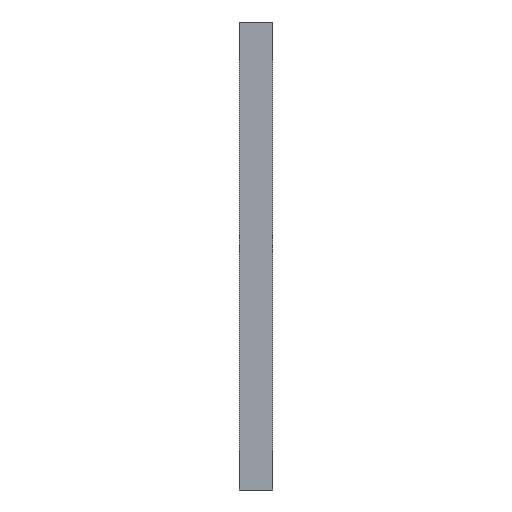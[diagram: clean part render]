
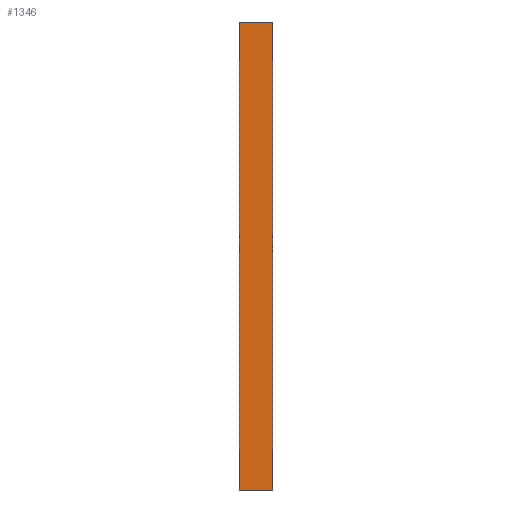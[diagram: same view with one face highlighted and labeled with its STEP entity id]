
A CAD part, left-side view. The second image highlights one B-rep face of the part: STEP entity #1346.
In plain terms, the highlighted planar face has unit normal (-1, 0, 0).
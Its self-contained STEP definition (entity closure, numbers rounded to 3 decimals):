
#230=FACE_OUTER_BOUND('',#296,.T.);
#296=EDGE_LOOP('',(#1119,#1120,#1121,#1122));
#434=LINE('',#2453,#546);
#435=LINE('',#2456,#547);
#436=LINE('',#2458,#548);
#437=LINE('',#2459,#549);
#546=VECTOR('',#1722,10.);
#547=VECTOR('',#1725,10.);
#548=VECTOR('',#1726,10.);
#549=VECTOR('',#1727,10.);
#675=VERTEX_POINT('',#2446);
#678=VERTEX_POINT('',#2451);
#679=VERTEX_POINT('',#2455);
#680=VERTEX_POINT('',#2457);
#866=EDGE_CURVE('',#675,#678,#434,.T.);
#867=EDGE_CURVE('',#675,#679,#435,.T.);
#868=EDGE_CURVE('',#680,#678,#436,.T.);
#869=EDGE_CURVE('',#679,#680,#437,.T.);
#1119=ORIENTED_EDGE('',*,*,#867,.F.);
#1120=ORIENTED_EDGE('',*,*,#866,.T.);
#1121=ORIENTED_EDGE('',*,*,#868,.F.);
#1122=ORIENTED_EDGE('',*,*,#869,.F.);
#1280=PLANE('',#1447);
#1346=ADVANCED_FACE('',(#230),#1280,.T.);
#1447=AXIS2_PLACEMENT_3D('',#2454,#1723,#1724);
#1722=DIRECTION('',(0.,1.,0.));
#1723=DIRECTION('center_axis',(-1.,0.,0.));
#1724=DIRECTION('ref_axis',(0.,0.,1.));
#1725=DIRECTION('',(0.,0.,-1.));
#1726=DIRECTION('',(0.,0.,1.));
#1727=DIRECTION('',(0.,1.,0.));
#2446=CARTESIAN_POINT('',(-349.5,650.,89.5));
#2451=CARTESIAN_POINT('',(-349.5,655.,89.5));
#2453=CARTESIAN_POINT('',(-349.5,650.,89.5));
#2454=CARTESIAN_POINT('Origin',(-349.5,650.,20.5));
#2455=CARTESIAN_POINT('',(-349.5,650.,20.5));
#2456=CARTESIAN_POINT('',(-349.5,650.,89.5));
#2457=CARTESIAN_POINT('',(-349.5,655.,20.5));
#2458=CARTESIAN_POINT('',(-349.5,655.,89.5));
#2459=CARTESIAN_POINT('',(-349.5,650.,20.5));
